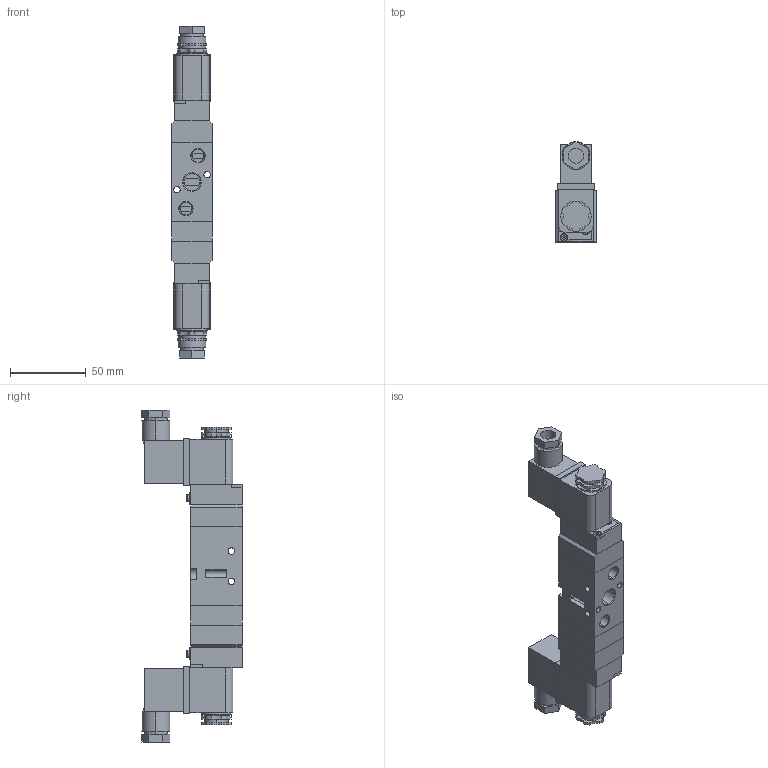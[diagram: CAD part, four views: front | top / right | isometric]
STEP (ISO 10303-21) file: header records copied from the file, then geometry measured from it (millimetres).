
FILE_DESCRIPTION (( 'STEP AP203' ), '1' );
FILE_NAME ('SF4303-IP-SC2-CD2.STEP', '2016-01-05T00:19:16', ( 'yrd8' ), ( '' ), 'SwSTEP 2.0', 'SolidWorks 2008', '' );
FILE_SCHEMA (( 'CONFIG_CONTROL_DESIGN' ));
Length unit declared in the file: millimetre
Products named in the file (6): SF4303-IP-SC2-CD2; SF 4000 BODY_ル遽; SF4000 Pilot_ル遽; SF 4000 SEMY_ル遽; SF4000 Block Guide_ル遽; CN2_ル遽
Assembly tree (8 placements, depth 2):
  SF4303-IP-SC2-CD2
    SF 4000 SEMY_ル遽  x2
    SF 4000 BODY_ル遽
    CN2_ル遽  x2
    SF4000 Pilot_ル遽  x2
    SF4000 Block Guide_ル遽
Bounding box: 26.5 x 66.2 x 219.6 mm (x, y, z)
Volume: 185998.9 mm3; surface area: 52993.4 mm2
Topology: 8 solids, 8 shells, 585 faces, 1403 edges, 900 vertices
Faces by surface type: plane 314, cylinder 175, cone 96
Entity records: 10511 total; most frequent: DIRECTION 1761, CARTESIAN_POINT 1697, ORIENTED_EDGE 1612, EDGE_CURVE 806, AXIS2_PLACEMENT_3D 608, VECTOR 545, LINE 545, VERTEX_POINT 518
